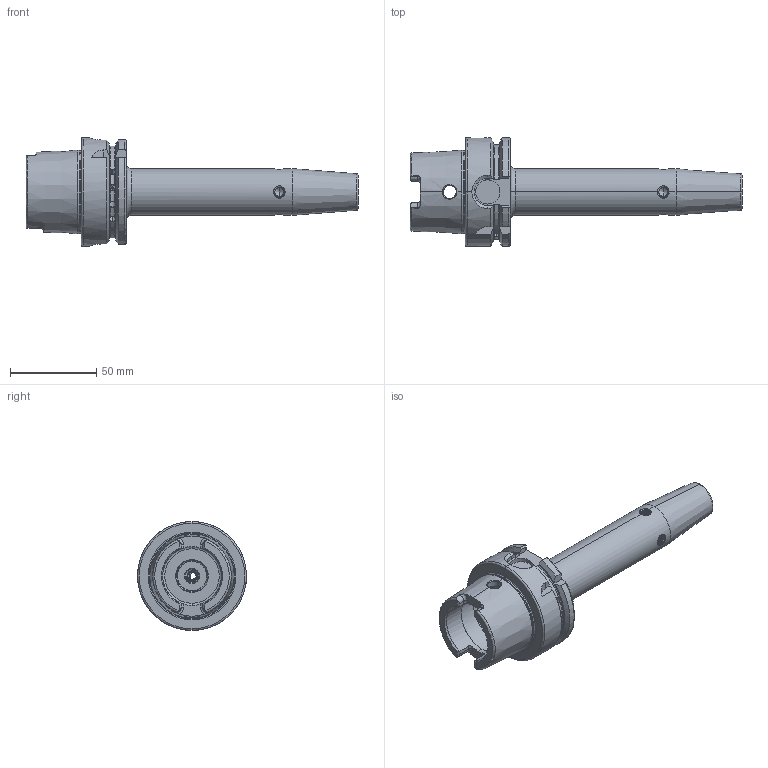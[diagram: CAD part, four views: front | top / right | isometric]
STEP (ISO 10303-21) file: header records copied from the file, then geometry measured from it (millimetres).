
FILE_DESCRIPTION (( 'STEP AP203' ), '1' );
FILE_NAME ('A63.70.08.2.STEP', '2016-08-31T10:36:07', ( '' ), ( '' ), 'SwSTEP 2.0', 'SolidWorks 2012', '' );
FILE_SCHEMA (( 'CONFIG_CONTROL_DESIGN' ));
Length unit declared in the file: millimetre
Products named in the file (1): A63.70.08.2
Bounding box: 192 x 63 x 63 mm (x, y, z)
Volume: 145415.3 mm3; surface area: 38389.3 mm2
Topology: 1 solids, 1 shells, 332 faces, 905 edges, 568 vertices
Faces by surface type: cylinder 153, plane 61, cone 45, bspline 40, torus 33
Entity records: 29984 total; most frequent: CARTESIAN_POINT 22652, ORIENTED_EDGE 1774, DIRECTION 1235, EDGE_CURVE 887, VERTEX_POINT 568, AXIS2_PLACEMENT_3D 483, EDGE_LOOP 349, FACE_OUTER_BOUND 332
